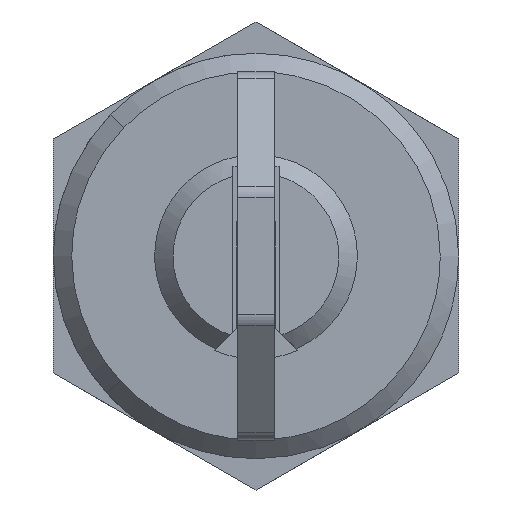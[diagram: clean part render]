
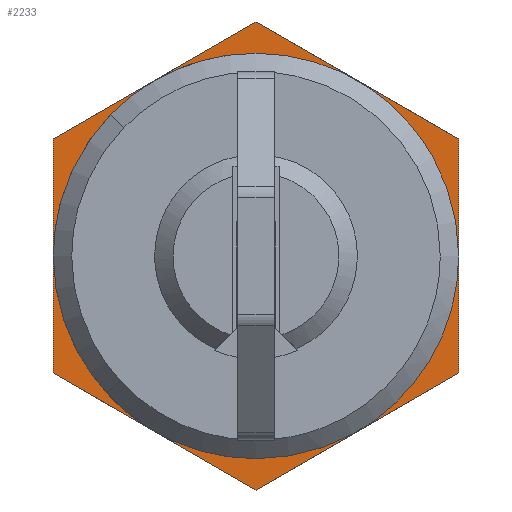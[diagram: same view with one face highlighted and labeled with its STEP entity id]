
A CAD part, front view. The second image highlights one B-rep face of the part: STEP entity #2233.
In plain terms, the highlighted free-form (B-spline) face has degree [1, 1] with [2, 2] control points.
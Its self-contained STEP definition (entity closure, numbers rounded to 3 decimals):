
#1453=CARTESIAN_POINT('',(2.3,0.,9.5));
#1454=VERTEX_POINT('',#1453);
#1455=CARTESIAN_POINT('',(2.3,-6.808,6.626));
#1456=VERTEX_POINT('',#1455);
#1457=CARTESIAN_POINT('',(2.3,0.,9.5));
#1458=CARTESIAN_POINT('',(2.3,-0.909,9.5));
#1459=CARTESIAN_POINT('',(2.3,-2.372,9.288));
#1460=CARTESIAN_POINT('',(2.3,-4.071,8.62));
#1461=CARTESIAN_POINT('',(2.3,-5.481,7.816));
#1462=CARTESIAN_POINT('',(2.3,-6.312,7.136));
#1463=CARTESIAN_POINT('',(2.3,-6.808,6.626));
#1464=B_SPLINE_CURVE_WITH_KNOTS('',3,(#1457,#1458,#1459,#1460,#1461,#1462,#1463),.UNSPECIFIED.,.F.,.U.,(4,1,1,1,4),(0.,2.728,4.388,5.456,7.59),.UNSPECIFIED.);
#1465=EDGE_CURVE('',#1454,#1456,#1464,.T.);
#1467=CARTESIAN_POINT('',(2.3,9.5,0.0));
#1468=VERTEX_POINT('',#1467);
#1469=CARTESIAN_POINT('',(2.3,9.5,0.0));
#1470=CARTESIAN_POINT('',(2.3,9.5,0.972));
#1471=CARTESIAN_POINT('',(2.3,9.259,2.526));
#1472=CARTESIAN_POINT('',(2.3,8.471,4.396));
#1473=CARTESIAN_POINT('',(2.3,7.679,5.647));
#1474=CARTESIAN_POINT('',(2.3,6.669,6.833));
#1475=CARTESIAN_POINT('',(2.3,5.226,8.032));
#1476=CARTESIAN_POINT('',(2.3,3.513,8.894));
#1477=CARTESIAN_POINT('',(2.3,1.71,9.393));
#1478=CARTESIAN_POINT('',(2.3,0.622,9.5));
#1479=CARTESIAN_POINT('',(2.3,0.,9.5));
#1480=B_SPLINE_CURVE_WITH_KNOTS('',3,(#1469,#1470,#1471,#1472,#1473,#1474,#1475,#1476,#1477,#1478,#1479),.UNSPECIFIED.,.F.,.U.,(4,1,1,1,1,1,1,1,4),(0.,2.915,4.663,6.062,7.345,9.327,11.658,13.057,14.923),.UNSPECIFIED.);
#1481=EDGE_CURVE('',#1468,#1454,#1480,.T.);
#1483=CARTESIAN_POINT('',(2.3,0.,-9.5));
#1484=VERTEX_POINT('',#1483);
#1485=CARTESIAN_POINT('',(2.3,0.,-9.5));
#1486=CARTESIAN_POINT('',(2.3,0.544,-9.5));
#1487=CARTESIAN_POINT('',(2.3,1.749,-9.396));
#1488=CARTESIAN_POINT('',(2.3,3.44,-8.917));
#1489=CARTESIAN_POINT('',(2.3,5.078,-8.093));
#1490=CARTESIAN_POINT('',(2.3,6.321,-7.147));
#1491=CARTESIAN_POINT('',(2.3,7.502,-5.906));
#1492=CARTESIAN_POINT('',(2.3,8.393,-4.573));
#1493=CARTESIAN_POINT('',(2.3,9.013,-3.1));
#1494=CARTESIAN_POINT('',(2.3,9.4,-1.632));
#1495=CARTESIAN_POINT('',(2.3,9.5,-0.622));
#1496=CARTESIAN_POINT('',(2.3,9.5,0.0));
#1497=B_SPLINE_CURVE_WITH_KNOTS('',3,(#1485,#1486,#1487,#1488,#1489,#1490,#1491,#1492,#1493,#1494,#1495,#1496),.UNSPECIFIED.,.F.,.U.,(4,1,1,1,1,1,1,1,1,4),(0.,1.632,3.614,5.246,7.112,8.277,10.376,11.892,13.057,14.923),.UNSPECIFIED.);
#1498=EDGE_CURVE('',#1484,#1468,#1497,.T.);
#1500=CARTESIAN_POINT('',(2.3,-7.004,-6.418));
#1501=VERTEX_POINT('',#1500);
#1502=CARTESIAN_POINT('',(2.3,-7.004,-6.418));
#1503=CARTESIAN_POINT('',(2.3,-6.589,-6.872));
#1504=CARTESIAN_POINT('',(2.3,-5.761,-7.615));
#1505=CARTESIAN_POINT('',(2.3,-4.119,-8.638));
#1506=CARTESIAN_POINT('',(2.3,-2.215,-9.332));
#1507=CARTESIAN_POINT('',(2.3,-0.697,-9.5));
#1508=CARTESIAN_POINT('',(2.3,0.,-9.5));
#1509=B_SPLINE_CURVE_WITH_KNOTS('',3,(#1502,#1503,#1504,#1505,#1506,#1507,#1508),.UNSPECIFIED.,.F.,.U.,(4,1,1,1,4),(0.,1.846,3.323,5.784,7.876),.UNSPECIFIED.);
#1510=EDGE_CURVE('',#1501,#1484,#1509,.T.);
#1598=CARTESIAN_POINT('',(2.3,-9.5,0.0));
#1599=VERTEX_POINT('',#1598);
#1600=CARTESIAN_POINT('',(2.3,-6.808,6.626));
#1601=CARTESIAN_POINT('',(2.3,-7.314,6.106));
#1602=CARTESIAN_POINT('',(2.3,-8.089,5.101));
#1603=CARTESIAN_POINT('',(2.3,-8.937,3.383));
#1604=CARTESIAN_POINT('',(2.3,-9.4,1.718));
#1605=CARTESIAN_POINT('',(2.3,-9.5,0.535));
#1606=CARTESIAN_POINT('',(2.3,-9.5,0.0));
#1607=B_SPLINE_CURVE_WITH_KNOTS('',3,(#1600,#1601,#1602,#1603,#1604,#1605,#1606),.UNSPECIFIED.,.F.,.U.,(4,1,1,1,4),(0.,2.177,3.781,5.728,7.332),.UNSPECIFIED.);
#1608=EDGE_CURVE('',#1456,#1599,#1607,.T.);
#1634=CARTESIAN_POINT('',(2.3,-9.5,0.0));
#1635=CARTESIAN_POINT('',(2.3,-9.5,-0.624));
#1636=CARTESIAN_POINT('',(2.3,-9.387,-1.762));
#1637=CARTESIAN_POINT('',(2.3,-8.912,-3.426));
#1638=CARTESIAN_POINT('',(2.3,-8.156,-4.984));
#1639=CARTESIAN_POINT('',(2.3,-7.426,-5.958));
#1640=CARTESIAN_POINT('',(2.3,-7.004,-6.418));
#1641=B_SPLINE_CURVE_WITH_KNOTS('',3,(#1634,#1635,#1636,#1637,#1638,#1639,#1640),.UNSPECIFIED.,.F.,.U.,(4,1,1,1,4),(0.,1.872,3.413,5.175,7.047),.UNSPECIFIED.);
#1642=EDGE_CURVE('',#1599,#1501,#1641,.T.);
#2049=CARTESIAN_POINT('',(2.3,10.998,-6.35));
#2050=VERTEX_POINT('',#2049);
#2063=CARTESIAN_POINT('',(2.3,0.0,-12.7));
#2064=VERTEX_POINT('',#2063);
#2070=CARTESIAN_POINT('',(2.3,0.0,-12.7));
#2071=CARTESIAN_POINT('',(2.3,10.998,-6.35));
#2072=QUASI_UNIFORM_CURVE('',1,(#2070,#2071),.UNSPECIFIED.,.F.,.U.);
#2073=EDGE_CURVE('',#2064,#2050,#2072,.T.);
#2091=CARTESIAN_POINT('',(2.3,-10.999,-6.35));
#2092=VERTEX_POINT('',#2091);
#2098=CARTESIAN_POINT('',(2.3,-10.999,-6.35));
#2099=CARTESIAN_POINT('',(2.3,0.0,-12.7));
#2100=QUASI_UNIFORM_CURVE('',1,(#2098,#2099),.UNSPECIFIED.,.F.,.U.);
#2101=EDGE_CURVE('',#2092,#2064,#2100,.T.);
#2119=CARTESIAN_POINT('',(2.3,-10.999,6.35));
#2120=VERTEX_POINT('',#2119);
#2126=CARTESIAN_POINT('',(2.3,-10.999,6.35));
#2127=CARTESIAN_POINT('',(2.3,-10.999,-6.35));
#2128=QUASI_UNIFORM_CURVE('',1,(#2126,#2127),.UNSPECIFIED.,.F.,.U.);
#2129=EDGE_CURVE('',#2120,#2092,#2128,.T.);
#2147=CARTESIAN_POINT('',(2.3,0.0,12.7));
#2148=VERTEX_POINT('',#2147);
#2154=CARTESIAN_POINT('',(2.3,0.0,12.7));
#2155=CARTESIAN_POINT('',(2.3,-10.999,6.35));
#2156=QUASI_UNIFORM_CURVE('',1,(#2154,#2155),.UNSPECIFIED.,.F.,.U.);
#2157=EDGE_CURVE('',#2148,#2120,#2156,.T.);
#2175=CARTESIAN_POINT('',(2.3,10.998,6.35));
#2176=VERTEX_POINT('',#2175);
#2182=CARTESIAN_POINT('',(2.3,10.998,6.35));
#2183=CARTESIAN_POINT('',(2.3,0.0,12.7));
#2184=QUASI_UNIFORM_CURVE('',1,(#2182,#2183),.UNSPECIFIED.,.F.,.U.);
#2185=EDGE_CURVE('',#2176,#2148,#2184,.T.);
#2204=CARTESIAN_POINT('',(2.3,10.998,-6.35));
#2205=CARTESIAN_POINT('',(2.3,10.998,6.35));
#2206=QUASI_UNIFORM_CURVE('',1,(#2204,#2205),.UNSPECIFIED.,.F.,.U.);
#2207=EDGE_CURVE('',#2050,#2176,#2206,.T.);
#2212=CARTESIAN_POINT('',(2.3,-12.098,13.969));
#2213=CARTESIAN_POINT('',(2.3,12.097,13.969));
#2214=CARTESIAN_POINT('',(2.3,-12.098,-13.969));
#2215=CARTESIAN_POINT('',(2.3,12.097,-13.969));
#2216=B_SPLINE_SURFACE_WITH_KNOTS('',1,1,((#2212,#2214),(#2213,#2215)),.UNSPECIFIED.,.F.,.F.,.U.,(2,2),(2,2),(0.0,24.195),(0.0,27.937),.UNSPECIFIED.);
#2217=ORIENTED_EDGE('',*,*,#2207,.F.);
#2218=ORIENTED_EDGE('',*,*,#2073,.F.);
#2219=ORIENTED_EDGE('',*,*,#2101,.F.);
#2220=ORIENTED_EDGE('',*,*,#2129,.F.);
#2221=ORIENTED_EDGE('',*,*,#2157,.F.);
#2222=ORIENTED_EDGE('',*,*,#2185,.F.);
#2223=EDGE_LOOP('',(#2217,#2218,#2219,#2220,#2221,#2222));
#2224=FACE_OUTER_BOUND('',#2223,.T.);
#2225=ORIENTED_EDGE('',*,*,#1481,.T.);
#2226=ORIENTED_EDGE('',*,*,#1465,.T.);
#2227=ORIENTED_EDGE('',*,*,#1608,.T.);
#2228=ORIENTED_EDGE('',*,*,#1642,.T.);
#2229=ORIENTED_EDGE('',*,*,#1510,.T.);
#2230=ORIENTED_EDGE('',*,*,#1498,.T.);
#2231=EDGE_LOOP('',(#2225,#2226,#2227,#2228,#2229,#2230));
#2232=FACE_BOUND('',#2231,.T.);
#2233=ADVANCED_FACE('',(#2224,#2232),#2216,.T.);
